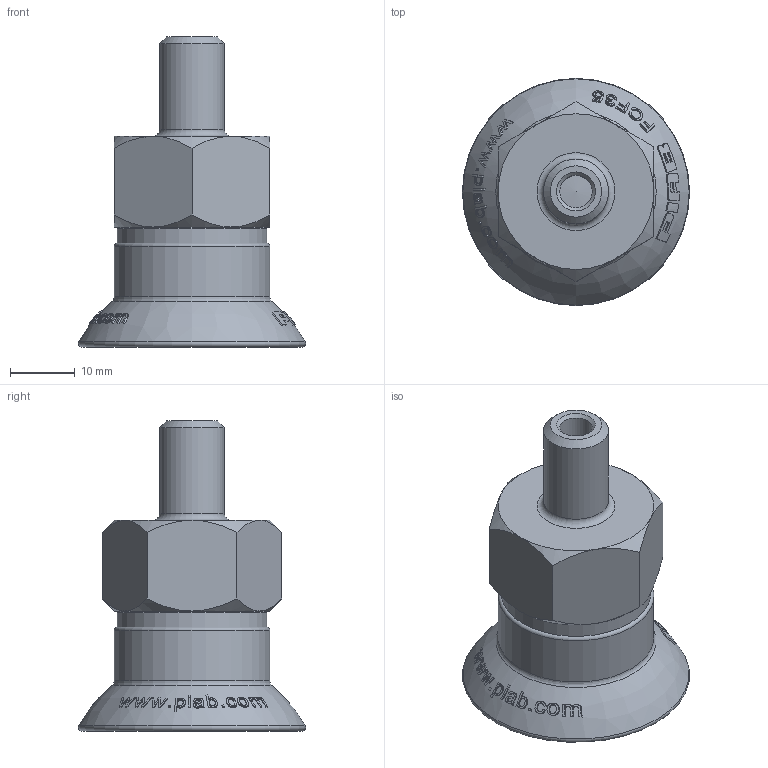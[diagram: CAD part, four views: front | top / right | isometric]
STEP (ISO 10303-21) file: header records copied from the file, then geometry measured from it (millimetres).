
FILE_DESCRIPTION( ( 'Unknown' ), '1' );
FILE_NAME( 'SE-0413610.stp', 'Unknown', ( 'Unknown' ), ( 'Unknown' ), 'PSStep 17.0.49', 'Unknown', ' ' );
FILE_SCHEMA( ( 'AUTOMOTIVE_DESIGN { 1 0 10303 214 1 1 1 1 }' ) );
Length unit declared in the file: millimetre
Products named in the file (4): Assem1; 0118246; SE-0413562; 0121408
Assembly tree (3 placements, depth 2):
  Assem1
    0118246
    SE-0413562
    0121408
Bounding box: 35 x 35 x 47.8 mm (x, y, z)
Volume: 16915.6 mm3; surface area: 10359.5 mm2
Topology: 3 solids, 4 shells, 346 faces, 862 edges, 566 vertices
Faces by surface type: plane 191, cylinder 49, cone 39, bspline 32, extrusion 31, torus 4
Full cylindrical faces by diameter (mm): 5 x1, 7 x1, 8.8 x2, 10 x1, 14 x4, 14.802 x1, 14.95 x2, 16.66 x1, 19 x4, 21 x1, 22 x2, 23 x1, 24 x1
Entity records: 15496 total; most frequent: CARTESIAN_POINT 5676, ORIENTED_EDGE 1612, DIRECTION 1024, EDGE_CURVE 806, VERTEX_POINT 557, B_SPLINE_CURVE_WITH_KNOTS 529, EDGE_LOOP 439, AXIS2_PLACEMENT_3D 398
